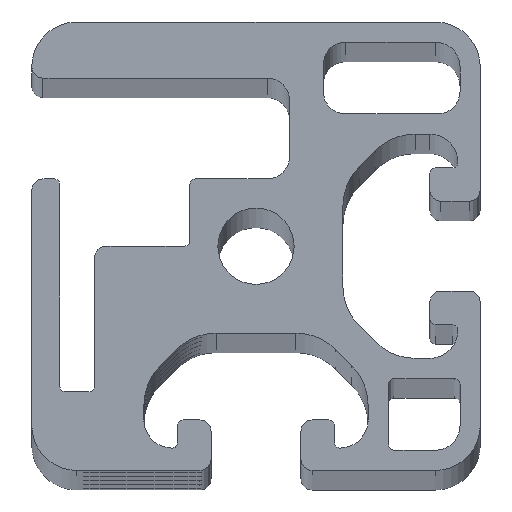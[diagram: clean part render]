
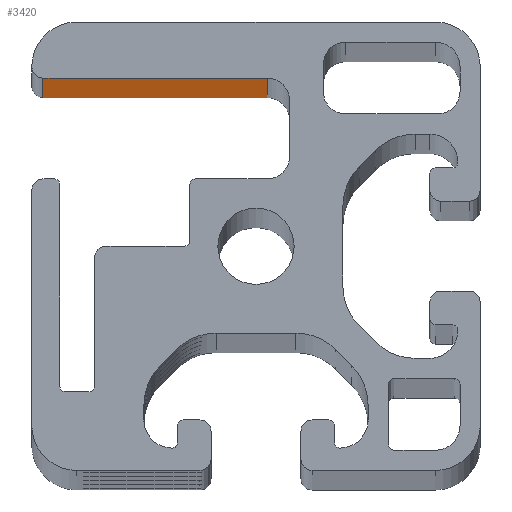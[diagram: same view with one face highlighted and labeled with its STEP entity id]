
A CAD part, top view. The second image highlights one B-rep face of the part: STEP entity #3420.
In plain terms, the highlighted planar face has unit normal (0, -1, 0).
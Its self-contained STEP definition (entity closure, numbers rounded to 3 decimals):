
#40=PLANE($,#3651);
#150=FACE_OUTER_BOUND($,#366,.T.);
#366=EDGE_LOOP($,(#2584,#2585,#2586,#2587));
#601=LINE($,#5834,#906);
#602=LINE($,#5836,#907);
#603=LINE($,#5838,#908);
#604=LINE($,#5839,#909);
#906=VECTOR($,#4210,20.);
#907=VECTOR($,#4211,1000.);
#908=VECTOR($,#4212,20.);
#909=VECTOR($,#4213,1000.);
#1484=VERTEX_POINT($,#5832);
#1485=VERTEX_POINT($,#5833);
#1486=VERTEX_POINT($,#5835);
#1487=VERTEX_POINT($,#5837);
#1904=EDGE_CURVE($,#1484,#1485,#601,.T.);
#1905=EDGE_CURVE($,#1485,#1486,#602,.T.);
#1906=EDGE_CURVE($,#1487,#1486,#603,.T.);
#1907=EDGE_CURVE($,#1484,#1487,#604,.T.);
#2584=ORIENTED_EDGE($,*,*,#1904,.T.);
#2585=ORIENTED_EDGE($,*,*,#1905,.T.);
#2586=ORIENTED_EDGE($,*,*,#1906,.F.);
#2587=ORIENTED_EDGE($,*,*,#1907,.F.);
#3420=ADVANCED_FACE($,(#150),#40,.T.);
#3651=AXIS2_PLACEMENT_3D($,#5831,#4208,#4209);
#4208=DIRECTION('center_axis',(0.,-1.,
0.));
#4209=DIRECTION('ref_axis',(1.,0.,0.));
#4210=DIRECTION($,(1.,0.,0.));
#4211=DIRECTION($,(0.,0.,1.));
#4212=DIRECTION($,(1.,0.,0.));
#4213=DIRECTION($,(0.,0.,1.));
#5831=CARTESIAN_POINT('Origin',(-19.,15.,0.));
#5832=CARTESIAN_POINT('',(-19.,15.,0.));
#5833=CARTESIAN_POINT('',(1.,15.,0.));
#5834=CARTESIAN_POINT($,(-19.,15.,0.));
#5835=CARTESIAN_POINT('',(1.,15.,1000.));
#5836=CARTESIAN_POINT($,(1.,15.,0.));
#5837=CARTESIAN_POINT('',(-19.,15.,1000.));
#5838=CARTESIAN_POINT($,(-19.,15.,1000.));
#5839=CARTESIAN_POINT($,(-19.,15.,0.));
